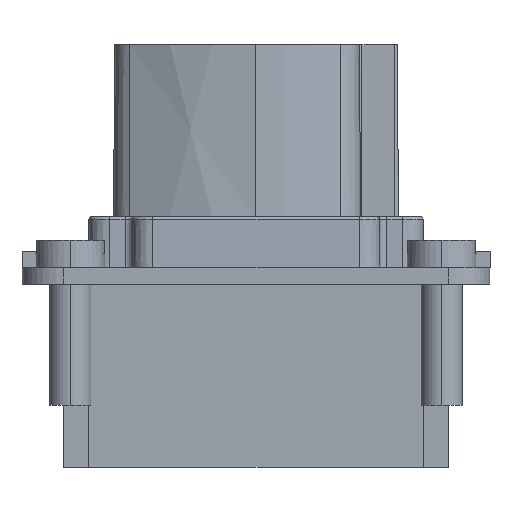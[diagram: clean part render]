
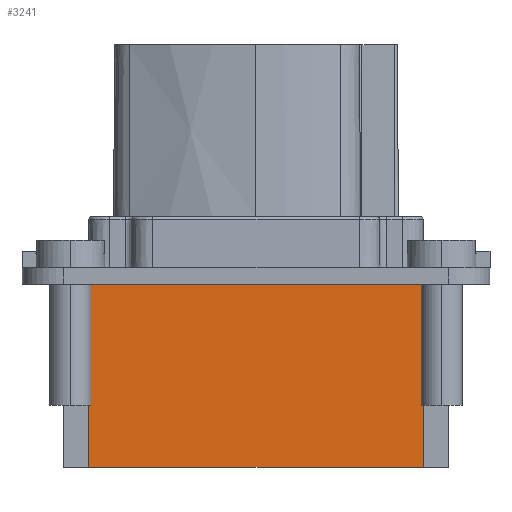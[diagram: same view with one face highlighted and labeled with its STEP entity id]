
A CAD part, left-side view. The second image highlights one B-rep face of the part: STEP entity #3241.
In plain terms, the highlighted planar face has unit normal (-1, 0, 0).
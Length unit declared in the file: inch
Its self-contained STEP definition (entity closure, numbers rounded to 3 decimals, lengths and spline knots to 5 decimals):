
#271 = PLANE ( 'NONE',  #2428 ) ;
#591 = CARTESIAN_POINT ( 'NONE',  ( -0.97244, -0.47851, -1.20866 ) ) ;
#893 = CARTESIAN_POINT ( 'NONE',  ( -0.97244, -0.55118, -0.68504 ) ) ;
#1260 = DIRECTION ( 'NONE',  ( 0., 0., -1. ) ) ;
#1910 = VECTOR ( 'NONE', #1260, 39.37008 ) ;
#1988 = LINE ( 'NONE', #7704, #6439 ) ;
#2371 = LINE ( 'NONE', #5531, #1910 ) ;
#2428 = AXIS2_PLACEMENT_3D ( 'NONE', #4783, #6735, #5334 ) ;
#3241 = ADVANCED_FACE ( 'NONE', ( #5452 ), #271, .T. ) ;
#3272 = VERTEX_POINT ( 'NONE', #7242 ) ;
#3452 = LINE ( 'NONE', #893, #5204 ) ;
#3619 = DIRECTION ( 'NONE',  ( 0., 0., 1. ) ) ;
#3648 = EDGE_CURVE ( 'NONE', #4775, #3272, #3452, .T. ) ;
#3855 = EDGE_CURVE ( 'NONE', #7790, #4775, #6957, .T. ) ;
#4396 = VECTOR ( 'NONE', #3619, 39.37008 ) ;
#4592 = ORIENTED_EDGE ( 'NONE', *, *, #4975, .T. ) ;
#4775 = VERTEX_POINT ( 'NONE', #6982 ) ;
#4783 = CARTESIAN_POINT ( 'NONE',  ( -0.97244, -0.55118, -0.6378 ) ) ;
#4885 = EDGE_LOOP ( 'NONE', ( #6222, #6267, #5201, #4592 ) ) ;
#4975 = EDGE_CURVE ( 'NONE', #3272, #8070, #2371, .T. ) ;
#5201 = ORIENTED_EDGE ( 'NONE', *, *, #3648, .T. ) ;
#5204 = VECTOR ( 'NONE', #7229, 39.37008 ) ;
#5334 = DIRECTION ( 'NONE',  ( 0., 0., 1. ) ) ;
#5452 = FACE_OUTER_BOUND ( 'NONE', #4885, .T. ) ;
#5531 = CARTESIAN_POINT ( 'NONE',  ( -0.97244, 0.47851, -0.6378 ) ) ;
#5762 = CARTESIAN_POINT ( 'NONE',  ( -0.97244, -0.47851, -1.20866 ) ) ;
#6207 = CARTESIAN_POINT ( 'NONE',  ( -0.97244, 0.47851, -1.20866 ) ) ;
#6222 = ORIENTED_EDGE ( 'NONE', *, *, #6720, .T. ) ;
#6267 = ORIENTED_EDGE ( 'NONE', *, *, #3855, .T. ) ;
#6439 = VECTOR ( 'NONE', #7084, 39.37008 ) ;
#6720 = EDGE_CURVE ( 'NONE', #8070, #7790, #1988, .T. ) ;
#6735 = DIRECTION ( 'NONE',  ( -1., 0., 0. ) ) ;
#6957 = LINE ( 'NONE', #5762, #4396 ) ;
#6982 = CARTESIAN_POINT ( 'NONE',  ( -0.97244, -0.47851, -0.68504 ) ) ;
#7084 = DIRECTION ( 'NONE',  ( 0., -1., 0. ) ) ;
#7229 = DIRECTION ( 'NONE',  ( 0., 1., 0. ) ) ;
#7242 = CARTESIAN_POINT ( 'NONE',  ( -0.97244, 0.47851, -0.68504 ) ) ;
#7704 = CARTESIAN_POINT ( 'NONE',  ( -0.97244, -0.55118, -1.20866 ) ) ;
#7790 = VERTEX_POINT ( 'NONE', #591 ) ;
#8070 = VERTEX_POINT ( 'NONE', #6207 ) ;
